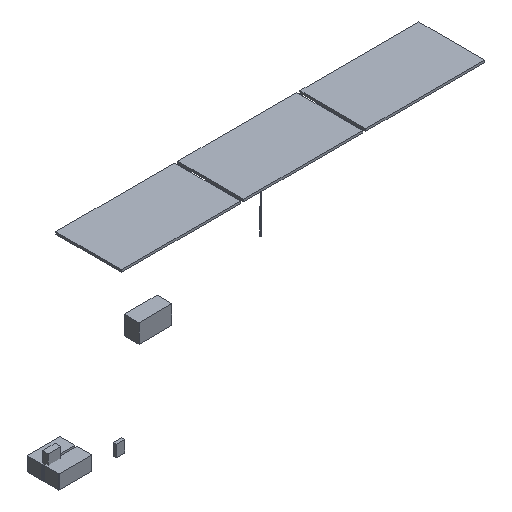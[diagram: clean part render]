
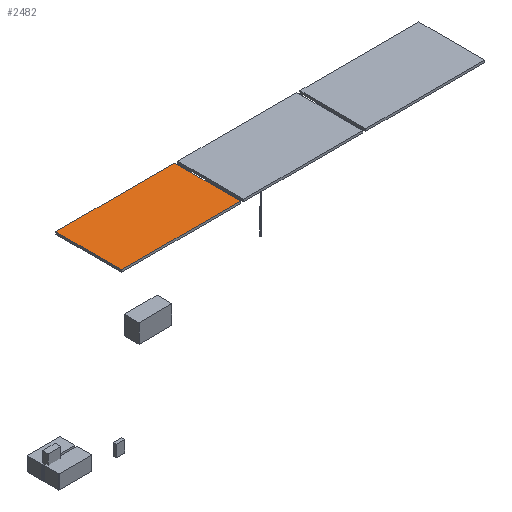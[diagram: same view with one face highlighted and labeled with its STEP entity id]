
A CAD part, isometric view. The second image highlights one B-rep face of the part: STEP entity #2482.
In plain terms, the highlighted planar face has unit normal (0, 0, 1).
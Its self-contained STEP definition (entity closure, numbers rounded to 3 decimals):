
#2168 = VERTEX_POINT('',#2169);
#2169 = CARTESIAN_POINT('',(-939.8,-520.7,17.78));
#2176 = PLANE('',#2177);
#2177 = AXIS2_PLACEMENT_3D('',#2178,#2179,#2180);
#2178 = CARTESIAN_POINT('',(-939.8,-520.7,-17.78));
#2179 = DIRECTION('',(1.,0.,0.));
#2180 = DIRECTION('',(0.,0.,1.));
#2188 = PLANE('',#2189);
#2189 = AXIS2_PLACEMENT_3D('',#2190,#2191,#2192);
#2190 = CARTESIAN_POINT('',(-939.8,-520.7,-17.78));
#2191 = DIRECTION('',(0.,1.,0.));
#2192 = DIRECTION('',(0.,0.,1.));
#2229 = VERTEX_POINT('',#2230);
#2230 = CARTESIAN_POINT('',(-939.8,520.7,17.78));
#2244 = PLANE('',#2245);
#2245 = AXIS2_PLACEMENT_3D('',#2246,#2247,#2248);
#2246 = CARTESIAN_POINT('',(-939.8,520.7,-17.78));
#2247 = DIRECTION('',(0.,1.,0.));
#2248 = DIRECTION('',(0.,0.,1.));
#2256 = EDGE_CURVE('',#2168,#2229,#2257,.T.);
#2257 = SURFACE_CURVE('',#2258,(#2262,#2269),.PCURVE_S1.);
#2258 = LINE('',#2259,#2260);
#2259 = CARTESIAN_POINT('',(-939.8,-520.7,17.78));
#2260 = VECTOR('',#2261,1.);
#2261 = DIRECTION('',(0.,1.,0.));
#2262 = PCURVE('',#2176,#2263);
#2263 = DEFINITIONAL_REPRESENTATION('',(#2264),#2268);
#2264 = LINE('',#2265,#2266);
#2265 = CARTESIAN_POINT('',(35.56,0.));
#2266 = VECTOR('',#2267,1.);
#2267 = DIRECTION('',(0.,-1.));
#2268 = ( GEOMETRIC_REPRESENTATION_CONTEXT(2) 
PARAMETRIC_REPRESENTATION_CONTEXT() REPRESENTATION_CONTEXT('2D SPACE',''
  ) );
#2269 = PCURVE('',#2270,#2275);
#2270 = PLANE('',#2271);
#2271 = AXIS2_PLACEMENT_3D('',#2272,#2273,#2274);
#2272 = CARTESIAN_POINT('',(-939.8,-520.7,17.78));
#2273 = DIRECTION('',(0.,0.,1.));
#2274 = DIRECTION('',(1.,0.,0.));
#2275 = DEFINITIONAL_REPRESENTATION('',(#2276),#2280);
#2276 = LINE('',#2277,#2278);
#2277 = CARTESIAN_POINT('',(0.,0.));
#2278 = VECTOR('',#2279,1.);
#2279 = DIRECTION('',(0.,1.));
#2280 = ( GEOMETRIC_REPRESENTATION_CONTEXT(2) 
PARAMETRIC_REPRESENTATION_CONTEXT() REPRESENTATION_CONTEXT('2D SPACE',''
  ) );
#2288 = VERTEX_POINT('',#2289);
#2289 = CARTESIAN_POINT('',(939.8,-520.7,17.78));
#2296 = PLANE('',#2297);
#2297 = AXIS2_PLACEMENT_3D('',#2298,#2299,#2300);
#2298 = CARTESIAN_POINT('',(939.8,-520.7,-17.78));
#2299 = DIRECTION('',(1.,0.,0.));
#2300 = DIRECTION('',(0.,0.,1.));
#2339 = VERTEX_POINT('',#2340);
#2340 = CARTESIAN_POINT('',(939.8,520.7,17.78));
#2361 = EDGE_CURVE('',#2288,#2339,#2362,.T.);
#2362 = SURFACE_CURVE('',#2363,(#2367,#2374),.PCURVE_S1.);
#2363 = LINE('',#2364,#2365);
#2364 = CARTESIAN_POINT('',(939.8,-520.7,17.78));
#2365 = VECTOR('',#2366,1.);
#2366 = DIRECTION('',(0.,1.,0.));
#2367 = PCURVE('',#2296,#2368);
#2368 = DEFINITIONAL_REPRESENTATION('',(#2369),#2373);
#2369 = LINE('',#2370,#2371);
#2370 = CARTESIAN_POINT('',(35.56,0.));
#2371 = VECTOR('',#2372,1.);
#2372 = DIRECTION('',(0.,-1.));
#2373 = ( GEOMETRIC_REPRESENTATION_CONTEXT(2) 
PARAMETRIC_REPRESENTATION_CONTEXT() REPRESENTATION_CONTEXT('2D SPACE',''
  ) );
#2374 = PCURVE('',#2270,#2375);
#2375 = DEFINITIONAL_REPRESENTATION('',(#2376),#2380);
#2376 = LINE('',#2377,#2378);
#2377 = CARTESIAN_POINT('',(1879.6,0.));
#2378 = VECTOR('',#2379,1.);
#2379 = DIRECTION('',(0.,1.));
#2380 = ( GEOMETRIC_REPRESENTATION_CONTEXT(2) 
PARAMETRIC_REPRESENTATION_CONTEXT() REPRESENTATION_CONTEXT('2D SPACE',''
  ) );
#2407 = EDGE_CURVE('',#2168,#2288,#2408,.T.);
#2408 = SURFACE_CURVE('',#2409,(#2413,#2420),.PCURVE_S1.);
#2409 = LINE('',#2410,#2411);
#2410 = CARTESIAN_POINT('',(-939.8,-520.7,17.78));
#2411 = VECTOR('',#2412,1.);
#2412 = DIRECTION('',(1.,0.,0.));
#2413 = PCURVE('',#2188,#2414);
#2414 = DEFINITIONAL_REPRESENTATION('',(#2415),#2419);
#2415 = LINE('',#2416,#2417);
#2416 = CARTESIAN_POINT('',(35.56,0.));
#2417 = VECTOR('',#2418,1.);
#2418 = DIRECTION('',(0.,1.));
#2419 = ( GEOMETRIC_REPRESENTATION_CONTEXT(2) 
PARAMETRIC_REPRESENTATION_CONTEXT() REPRESENTATION_CONTEXT('2D SPACE',''
  ) );
#2420 = PCURVE('',#2270,#2421);
#2421 = DEFINITIONAL_REPRESENTATION('',(#2422),#2426);
#2422 = LINE('',#2423,#2424);
#2423 = CARTESIAN_POINT('',(0.,0.));
#2424 = VECTOR('',#2425,1.);
#2425 = DIRECTION('',(1.,0.));
#2426 = ( GEOMETRIC_REPRESENTATION_CONTEXT(2) 
PARAMETRIC_REPRESENTATION_CONTEXT() REPRESENTATION_CONTEXT('2D SPACE',''
  ) );
#2454 = EDGE_CURVE('',#2229,#2339,#2455,.T.);
#2455 = SURFACE_CURVE('',#2456,(#2460,#2467),.PCURVE_S1.);
#2456 = LINE('',#2457,#2458);
#2457 = CARTESIAN_POINT('',(-939.8,520.7,17.78));
#2458 = VECTOR('',#2459,1.);
#2459 = DIRECTION('',(1.,0.,0.));
#2460 = PCURVE('',#2244,#2461);
#2461 = DEFINITIONAL_REPRESENTATION('',(#2462),#2466);
#2462 = LINE('',#2463,#2464);
#2463 = CARTESIAN_POINT('',(35.56,0.));
#2464 = VECTOR('',#2465,1.);
#2465 = DIRECTION('',(0.,1.));
#2466 = ( GEOMETRIC_REPRESENTATION_CONTEXT(2) 
PARAMETRIC_REPRESENTATION_CONTEXT() REPRESENTATION_CONTEXT('2D SPACE',''
  ) );
#2467 = PCURVE('',#2270,#2468);
#2468 = DEFINITIONAL_REPRESENTATION('',(#2469),#2473);
#2469 = LINE('',#2470,#2471);
#2470 = CARTESIAN_POINT('',(0.,1041.4));
#2471 = VECTOR('',#2472,1.);
#2472 = DIRECTION('',(1.,0.));
#2473 = ( GEOMETRIC_REPRESENTATION_CONTEXT(2) 
PARAMETRIC_REPRESENTATION_CONTEXT() REPRESENTATION_CONTEXT('2D SPACE',''
  ) );
#2482 = ADVANCED_FACE('',(#2483),#2270,.T.);
#2483 = FACE_BOUND('',#2484,.T.);
#2484 = EDGE_LOOP('',(#2485,#2486,#2487,#2488));
#2485 = ORIENTED_EDGE('',*,*,#2256,.F.);
#2486 = ORIENTED_EDGE('',*,*,#2407,.T.);
#2487 = ORIENTED_EDGE('',*,*,#2361,.T.);
#2488 = ORIENTED_EDGE('',*,*,#2454,.F.);
